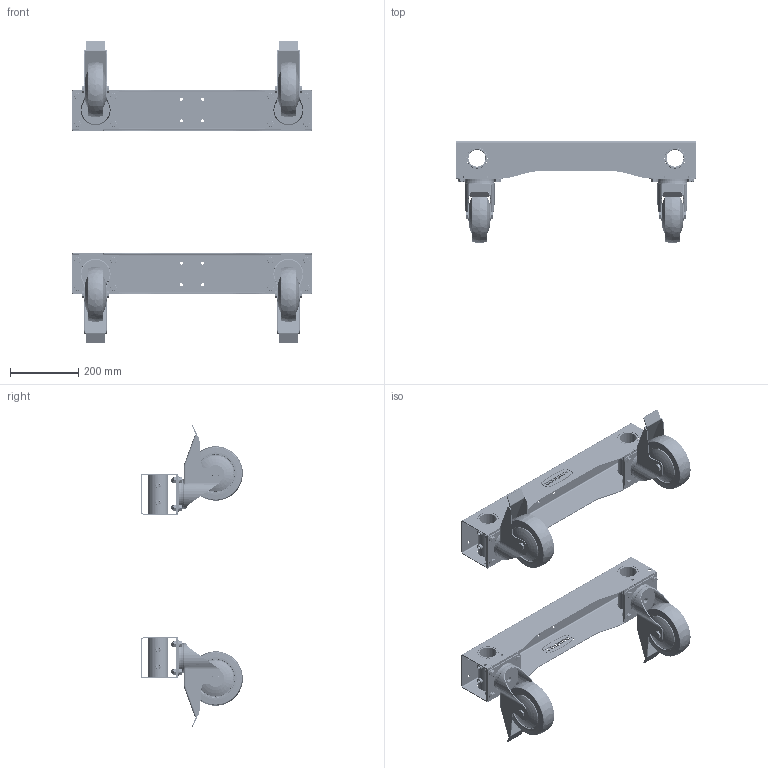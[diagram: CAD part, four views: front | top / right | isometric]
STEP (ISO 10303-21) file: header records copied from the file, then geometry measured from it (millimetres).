
FILE_DESCRIPTION (( 'STEP AP203' ), '1' );
FILE_NAME ('G3501.STEP', '2018-10-02T09:03:12', ( '' ), ( '' ), 'SwSTEP 2.0', 'SolidWorks 2016', '' );
FILE_SCHEMA (( 'CONFIG_CONTROL_DESIGN' ));
Length unit declared in the file: millimetre
Products named in the file (10): SW3dPS-nyloc nut, st stl a2 iso_M10 NYLOC; TH3284; Hex Screw GradeC_Doughty Fastners_BS EN 24018 - M10 x 25-WS; T19300; TH3283; G3501; TH3285; B Washer_Bright washer BS 4320 - M10 (Form B); S3669; TH3282
Assembly tree (91 placements, depth 3):
  G3501
    TH3282  x2
      TH3283
      TH3284
      TH3285
    T19300  x16
    S3669  x4
    B Washer_Bright washer BS 4320 - M10 (Form B)  x32
    Hex Screw GradeC_Doughty Fastners_BS EN 24018 - M10 x 25-WS  x16
    SW3dPS-nyloc nut, st stl a2 iso_M10 NYLOC  x16
Bounding box: 700 x 298 x 882.91 mm (x, y, z)
Volume: 6690419.7 mm3; surface area: 1999082.4 mm2
Topology: 98 solids, 110 shells, 5148 faces, 13084 edges, 8216 vertices
Faces by surface type: cone 1640, cylinder 1596, plane 1588, torus 268, bspline 48, sphere 8
Entity records: 36285 total; most frequent: CARTESIAN_POINT 6834, DIRECTION 5703, ORIENTED_EDGE 5396, EDGE_CURVE 2698, AXIS2_PLACEMENT_3D 2048, VERTEX_POINT 1739, LINE 1607, VECTOR 1607
